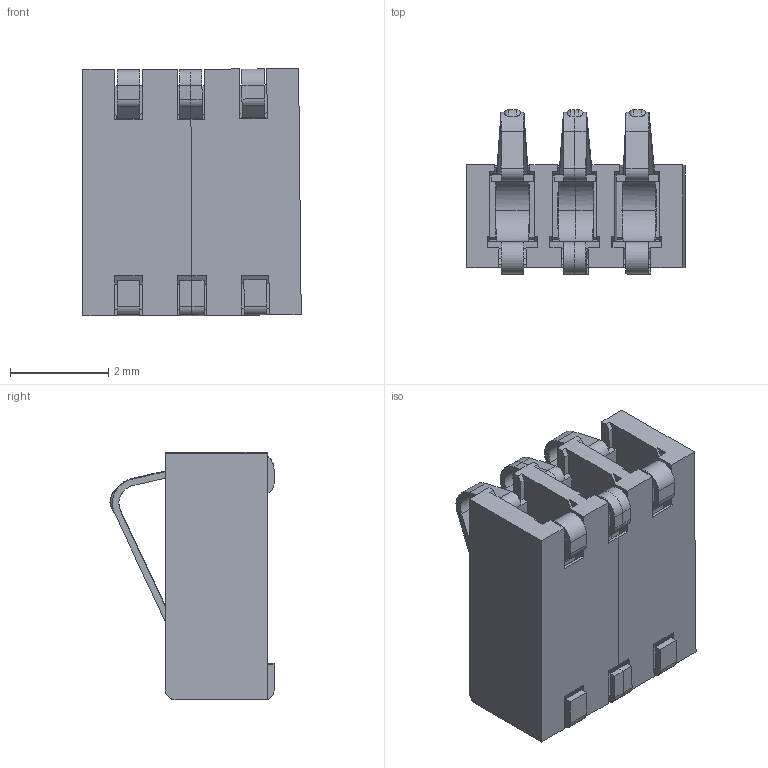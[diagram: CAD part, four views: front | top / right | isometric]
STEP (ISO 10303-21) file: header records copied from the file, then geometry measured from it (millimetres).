
FILE_DESCRIPTION (( 'STEP AP214' ), '1' );
FILE_NAME ('70ABJ-3-M0E-stitch.STEP', '2021-01-07T21:37:18', ( '' ), ( '' ), 'SwSTEP 2.0', 'SolidWorks 2019', '' );
FILE_SCHEMA (( 'AUTOMOTIVE_DESIGN' ));
Length unit declared in the file: millimetre
Products named in the file (3): Mirror70ABJ-2-M0E--3DModel-STEP-56544; 70ABJ-2-M0E--3DModel-STEP-56544; 70ABJ-3-M0E-stitch
Assembly tree (2 placements, depth 2):
  70ABJ-3-M0E-stitch
    70ABJ-2-M0E--3DModel-STEP-56544
    Mirror70ABJ-2-M0E--3DModel-STEP-56544
Bounding box: 4.44 x 3.33 x 5.03 mm (x, y, z)
Volume: 27.3 mm3; surface area: 217.3 mm2
Topology: 6 solids, 6 shells, 386 faces, 1110 edges, 734 vertices
Faces by surface type: plane 280, cylinder 100, torus 6
Entity records: 13120 total; most frequent: CARTESIAN_POINT 3207, ORIENTED_EDGE 2220, DIRECTION 1802, EDGE_CURVE 1110, VECTOR 816, LINE 816, VERTEX_POINT 734, AXIS2_PLACEMENT_3D 493
